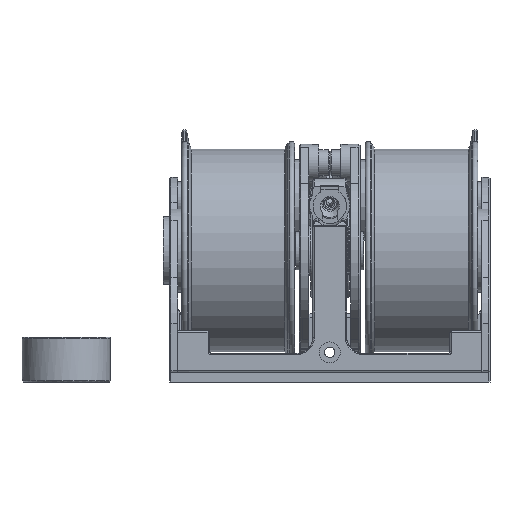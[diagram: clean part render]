
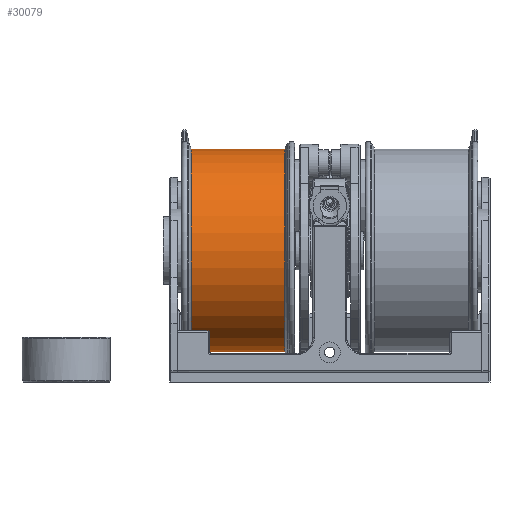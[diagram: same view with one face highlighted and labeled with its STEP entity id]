
A CAD part, front view. The second image highlights one B-rep face of the part: STEP entity #30079.
In plain terms, the highlighted cylindrical face has radius 31.625 mm (diameter 63.25 mm), a full revolution.
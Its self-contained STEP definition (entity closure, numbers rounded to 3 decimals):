
#2501=CYLINDRICAL_SURFACE('',#32239,31.625);
#3095=FACE_OUTER_BOUND('',#4948,.T.);
#4948=EDGE_LOOP('',(#21102,#21103,#21104,#21105));
#7008=LINE('',#43770,#9464);
#9464=VECTOR('',#35538,31.625);
#11799=CIRCLE('',#32237,31.625);
#11801=CIRCLE('',#32240,31.625);
#13142=VERTEX_POINT('',#43764);
#13143=VERTEX_POINT('',#43768);
#16149=EDGE_CURVE('',#13142,#13142,#11799,.T.);
#16151=EDGE_CURVE('',#13143,#13143,#11801,.T.);
#16152=EDGE_CURVE('',#13143,#13142,#7008,.T.);
#21102=ORIENTED_EDGE('',*,*,#16151,.T.);
#21103=ORIENTED_EDGE('',*,*,#16152,.T.);
#21104=ORIENTED_EDGE('',*,*,#16149,.F.);
#21105=ORIENTED_EDGE('',*,*,#16152,.F.);
#30079=ADVANCED_FACE('',(#3095),#2501,.T.);
#32237=AXIS2_PLACEMENT_3D('',#43765,#35530,#35531);
#32239=AXIS2_PLACEMENT_3D('',#43767,#35534,#35535);
#32240=AXIS2_PLACEMENT_3D('',#43769,#35536,#35537);
#35530=DIRECTION('center_axis',(1.,0.,0.));
#35531=DIRECTION('ref_axis',(0.,0.,-1.));
#35534=DIRECTION('center_axis',(1.,0.,0.));
#35535=DIRECTION('ref_axis',(0.,0.,-1.));
#35536=DIRECTION('center_axis',(1.,0.,0.));
#35537=DIRECTION('ref_axis',(0.,0.,-1.));
#35538=DIRECTION('',(1.,0.,0.));
#43764=CARTESIAN_POINT('',(43.273,0.,31.625));
#43765=CARTESIAN_POINT('Origin',(43.273,0.,0.));
#43767=CARTESIAN_POINT('Origin',(28.625,0.,0.));
#43768=CARTESIAN_POINT('',(13.977,0.,31.625));
#43769=CARTESIAN_POINT('Origin',(13.977,0.,0.));
#43770=CARTESIAN_POINT('',(28.625,0.,31.625));
